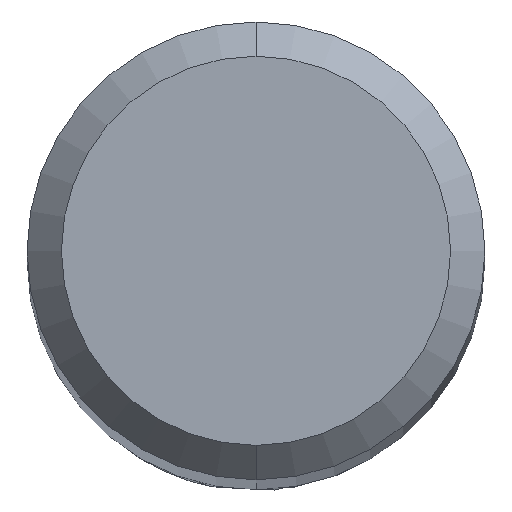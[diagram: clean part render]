
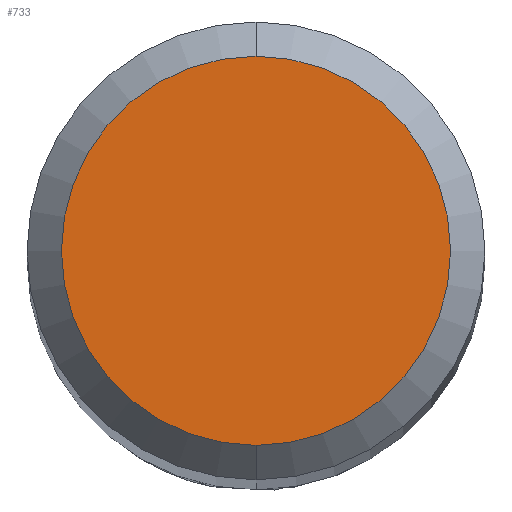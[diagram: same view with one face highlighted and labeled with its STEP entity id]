
A CAD part, top view. The second image highlights one B-rep face of the part: STEP entity #733.
In plain terms, the highlighted planar face has unit normal (0, 0, 1).
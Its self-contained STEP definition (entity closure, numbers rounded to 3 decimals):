
#423=EDGE_CURVE('',#795,#747,#1070,.T.);
#475=EDGE_CURVE('',#747,#795,#1126,.T.);
#733=ADVANCED_FACE('',(#1408),#1409,.T.);
#747=VERTEX_POINT('',#1423);
#795=VERTEX_POINT('',#1474);
#1070=CIRCLE('',#2977,1.7);
#1126=CIRCLE('',#4034,1.7);
#1408=FACE_OUTER_BOUND('',#5867,.T.);
#1409=PLANE('',#5868);
#1423=CARTESIAN_POINT('',(0.,-1.7,0.0));
#1474=CARTESIAN_POINT('',(0.0,1.7,0.0));
#2977=AXIS2_PLACEMENT_3D('',#8372,#8373,#8374);
#4034=AXIS2_PLACEMENT_3D('',#8422,#8423,#8424);
#5867=EDGE_LOOP('',(#8737,#8738));
#5868=AXIS2_PLACEMENT_3D('',#8739,#8740,#8741);
#8372=CARTESIAN_POINT('',(0.0,0.0,0.0));
#8373=DIRECTION('',(0.0,0.0,-1.0));
#8374=DIRECTION('',(0.0,1.0,0.0));
#8422=CARTESIAN_POINT('',(0.0,0.0,0.0));
#8423=DIRECTION('',(0.0,0.0,-1.0));
#8424=DIRECTION('',(0.0,1.0,0.0));
#8737=ORIENTED_EDGE('',*,*,#423,.F.);
#8738=ORIENTED_EDGE('',*,*,#475,.F.);
#8739=CARTESIAN_POINT('',(0.0,0.85,0.0));
#8740=DIRECTION('',(-0.0,0.0,1.0));
#8741=DIRECTION('',(0.0,-1.0,0.0));
